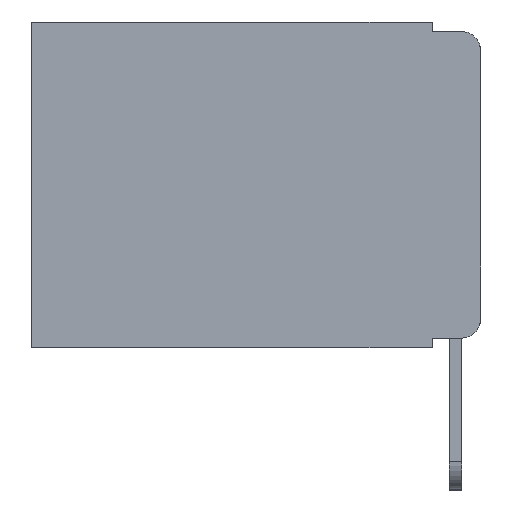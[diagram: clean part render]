
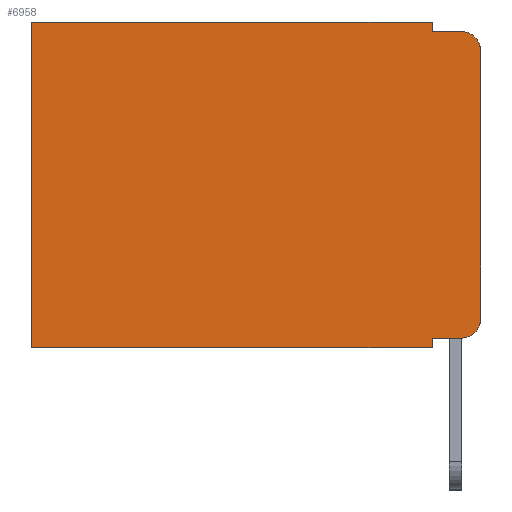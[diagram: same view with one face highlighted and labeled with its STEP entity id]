
A CAD part, left-side view. The second image highlights one B-rep face of the part: STEP entity #6958.
In plain terms, the highlighted planar face has unit normal (-1, 0, 0).
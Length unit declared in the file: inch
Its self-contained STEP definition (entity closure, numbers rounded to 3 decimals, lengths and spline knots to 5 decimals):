
#54 = VERTEX_POINT ( 'NONE', #8828 ) ;
#243 = DIRECTION ( 'NONE',  ( -1., 0., 0. ) ) ;
#248 = EDGE_CURVE ( 'NONE', #13589, #11213, #9339, .T. ) ;
#355 = EDGE_LOOP ( 'NONE', ( #2667, #2369, #1254, #4600, #1681, #3681, #3665, #2873, #1453, #1424 ) ) ;
#997 = PLANE ( 'NONE',  #9226 ) ;
#1037 = LINE ( 'NONE', #2845, #10034 ) ;
#1129 = DIRECTION ( 'NONE',  ( 0., 0., -1. ) ) ;
#1247 = VECTOR ( 'NONE', #1129, 39.37008 ) ;
#1254 = ORIENTED_EDGE ( 'NONE', *, *, #7579, .F. ) ;
#1424 = ORIENTED_EDGE ( 'NONE', *, *, #7245, .T. ) ;
#1453 = ORIENTED_EDGE ( 'NONE', *, *, #7289, .T. ) ;
#1463 = VECTOR ( 'NONE', #11105, 39.37008 ) ;
#1681 = ORIENTED_EDGE ( 'NONE', *, *, #6785, .T. ) ;
#2369 = ORIENTED_EDGE ( 'NONE', *, *, #248, .T. ) ;
#2489 = CARTESIAN_POINT ( 'NONE',  ( 0.298, 0.473, -0.343 ) ) ;
#2667 = ORIENTED_EDGE ( 'NONE', *, *, #6605, .F. ) ;
#2845 = CARTESIAN_POINT ( 'NONE',  ( 0.298, 0.051, 0. ) ) ;
#2873 = ORIENTED_EDGE ( 'NONE', *, *, #7405, .F. ) ;
#3100 = VERTEX_POINT ( 'NONE', #3603 ) ;
#3603 = CARTESIAN_POINT ( 'NONE',  ( 0.298, 0.051, -0.343 ) ) ;
#3605 = VECTOR ( 'NONE', #6739, 39.37008 ) ;
#3620 = VECTOR ( 'NONE', #13346, 39.37008 ) ;
#3665 = ORIENTED_EDGE ( 'NONE', *, *, #6738, .F. ) ;
#3681 = ORIENTED_EDGE ( 'NONE', *, *, #7537, .T. ) ;
#4019 = DIRECTION ( 'NONE',  ( 0., 0., -1. ) ) ;
#4027 = LINE ( 'NONE', #5449, #3605 ) ;
#4209 = VERTEX_POINT ( 'NONE', #14685 ) ;
#4459 = VECTOR ( 'NONE', #4019, 39.37008 ) ;
#4472 = LINE ( 'NONE', #12425, #3620 ) ;
#4600 = ORIENTED_EDGE ( 'NONE', *, *, #7577, .F. ) ;
#5448 = CARTESIAN_POINT ( 'NONE',  ( 0.298, 0., -0.03 ) ) ;
#5449 = CARTESIAN_POINT ( 'NONE',  ( 0.298, 0.051, -0.01 ) ) ;
#5613 = VERTEX_POINT ( 'NONE', #13291 ) ;
#6150 = DIRECTION ( 'NONE',  ( 1., 0., 0. ) ) ;
#6473 = LINE ( 'NONE', #12868, #11888 ) ;
#6605 = EDGE_CURVE ( 'NONE', #13589, #4209, #7099, .T. ) ;
#6738 = EDGE_CURVE ( 'NONE', #3100, #13186, #6473, .T. ) ;
#6739 = DIRECTION ( 'NONE',  ( 0., -1., 0. ) ) ;
#6785 = EDGE_CURVE ( 'NONE', #5613, #13038, #8241, .T. ) ;
#6958 = ADVANCED_FACE ( 'NONE', ( #9555 ), #997, .F. ) ;
#7099 = LINE ( 'NONE', #7137, #12331 ) ;
#7137 = CARTESIAN_POINT ( 'NONE',  ( 0.298, 0., 0. ) ) ;
#7156 = CARTESIAN_POINT ( 'NONE',  ( 0.298, 0.02, -0.313 ) ) ;
#7245 = EDGE_CURVE ( 'NONE', #54, #4209, #8598, .T. ) ;
#7289 = EDGE_CURVE ( 'NONE', #9098, #54, #4472, .T. ) ;
#7405 = EDGE_CURVE ( 'NONE', #9098, #3100, #10523, .T. ) ;
#7537 = EDGE_CURVE ( 'NONE', #13038, #13186, #8222, .T. ) ;
#7577 = EDGE_CURVE ( 'NONE', #5613, #12402, #1037, .T. ) ;
#7579 = EDGE_CURVE ( 'NONE', #12402, #11213, #4027, .T. ) ;
#7935 = DIRECTION ( 'NONE',  ( 0., 0., -1. ) ) ;
#7941 = AXIS2_PLACEMENT_3D ( 'NONE', #7156, #14288, #8381 ) ;
#8222 = LINE ( 'NONE', #10010, #4459 ) ;
#8241 = LINE ( 'NONE', #13926, #1463 ) ;
#8320 = DIRECTION ( 'NONE',  ( 0., 0., -1. ) ) ;
#8381 = DIRECTION ( 'NONE',  ( 0., 0., -1. ) ) ;
#8598 = CIRCLE ( 'NONE', #7941, 0.02 ) ;
#8702 = CARTESIAN_POINT ( 'NONE',  ( 0.298, 0.051, 0. ) ) ;
#8828 = CARTESIAN_POINT ( 'NONE',  ( 0.298, 0.02, -0.333 ) ) ;
#9098 = VERTEX_POINT ( 'NONE', #11573 ) ;
#9213 = CARTESIAN_POINT ( 'NONE',  ( 0.298, 0.051, -0.01 ) ) ;
#9226 = AXIS2_PLACEMENT_3D ( 'NONE', #12559, #6150, #13517 ) ;
#9339 = CIRCLE ( 'NONE', #14453, 0.02 ) ;
#9555 = FACE_OUTER_BOUND ( 'NONE', #355, .T. ) ;
#9772 = CARTESIAN_POINT ( 'NONE',  ( 0.298, 0.473, 0. ) ) ;
#10010 = CARTESIAN_POINT ( 'NONE',  ( 0.298, 0.473, 0. ) ) ;
#10034 = VECTOR ( 'NONE', #7935, 39.37008 ) ;
#10278 = DIRECTION ( 'NONE',  ( 0., 0., -1. ) ) ;
#10523 = LINE ( 'NONE', #8702, #1247 ) ;
#10784 = CARTESIAN_POINT ( 'NONE',  ( 0.298, 0.02, -0.01 ) ) ;
#11105 = DIRECTION ( 'NONE',  ( 0., 1., 0. ) ) ;
#11213 = VERTEX_POINT ( 'NONE', #10784 ) ;
#11573 = CARTESIAN_POINT ( 'NONE',  ( 0.298, 0.051, -0.333 ) ) ;
#11667 = CARTESIAN_POINT ( 'NONE',  ( 0.298, 0.02, -0.03 ) ) ;
#11888 = VECTOR ( 'NONE', #11924, 39.37008 ) ;
#11924 = DIRECTION ( 'NONE',  ( 0., 1., 0. ) ) ;
#12331 = VECTOR ( 'NONE', #8320, 39.37008 ) ;
#12402 = VERTEX_POINT ( 'NONE', #9213 ) ;
#12425 = CARTESIAN_POINT ( 'NONE',  ( 0.298, 0.051, -0.333 ) ) ;
#12559 = CARTESIAN_POINT ( 'NONE',  ( 0.298, 0., 0. ) ) ;
#12868 = CARTESIAN_POINT ( 'NONE',  ( 0.298, 0., -0.343 ) ) ;
#13038 = VERTEX_POINT ( 'NONE', #9772 ) ;
#13186 = VERTEX_POINT ( 'NONE', #2489 ) ;
#13291 = CARTESIAN_POINT ( 'NONE',  ( 0.298, 0.051, 0. ) ) ;
#13346 = DIRECTION ( 'NONE',  ( 0., -1., 0. ) ) ;
#13517 = DIRECTION ( 'NONE',  ( 0., 0., -1. ) ) ;
#13589 = VERTEX_POINT ( 'NONE', #5448 ) ;
#13926 = CARTESIAN_POINT ( 'NONE',  ( 0.298, 0., 0. ) ) ;
#14288 = DIRECTION ( 'NONE',  ( -1., 0., 0. ) ) ;
#14453 = AXIS2_PLACEMENT_3D ( 'NONE', #11667, #243, #10278 ) ;
#14685 = CARTESIAN_POINT ( 'NONE',  ( 0.298, 0., -0.313 ) ) ;
